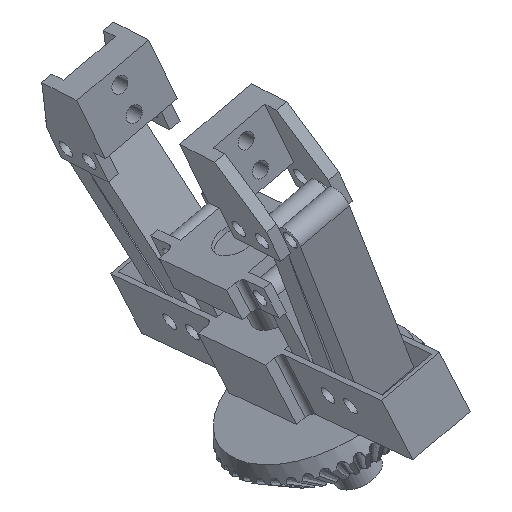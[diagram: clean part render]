
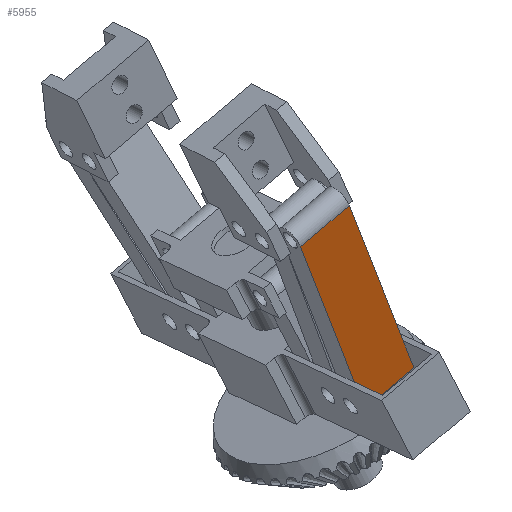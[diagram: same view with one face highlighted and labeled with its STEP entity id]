
A CAD part, isometric view. The second image highlights one B-rep face of the part: STEP entity #5955.
In plain terms, the highlighted planar face has unit normal (-0.098, -0.994, 0.048).
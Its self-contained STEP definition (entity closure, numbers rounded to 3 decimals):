
#528=PLANE('',#6452);
#812=FACE_OUTER_BOUND('',#1129,.T.);
#1129=EDGE_LOOP('',(#5154,#5155,#5156,#5157,#5158,#5159));
#1245=LINE('',#10114,#1652);
#1435=LINE('',#12722,#1842);
#1462=LINE('',#12782,#1869);
#1463=LINE('',#12783,#1870);
#1464=LINE('',#12785,#1871);
#1465=LINE('',#12786,#1872);
#1652=VECTOR('',#6765,17.);
#1842=VECTOR('',#7535,17.);
#1869=VECTOR('',#7590,9.974);
#1870=VECTOR('',#7591,50.026);
#1871=VECTOR('',#7592,50.026);
#1872=VECTOR('',#7593,9.974);
#2492=VERTEX_POINT('',#10108);
#2494=VERTEX_POINT('',#10112);
#2780=VERTEX_POINT('',#12716);
#2782=VERTEX_POINT('',#12720);
#2801=VERTEX_POINT('',#12781);
#2802=VERTEX_POINT('',#12784);
#3125=EDGE_CURVE('',#2492,#2494,#1245,.T.);
#3608=EDGE_CURVE('',#2782,#2780,#1435,.T.);
#3639=EDGE_CURVE('',#2494,#2801,#1462,.T.);
#3640=EDGE_CURVE('',#2801,#2780,#1463,.T.);
#3641=EDGE_CURVE('',#2802,#2782,#1464,.T.);
#3642=EDGE_CURVE('',#2492,#2802,#1465,.T.);
#5154=ORIENTED_EDGE('',*,*,#3639,.T.);
#5155=ORIENTED_EDGE('',*,*,#3640,.T.);
#5156=ORIENTED_EDGE('',*,*,#3608,.F.);
#5157=ORIENTED_EDGE('',*,*,#3641,.F.);
#5158=ORIENTED_EDGE('',*,*,#3642,.F.);
#5159=ORIENTED_EDGE('',*,*,#3125,.T.);
#5955=ADVANCED_FACE('',(#812),#528,.F.);
#6452=AXIS2_PLACEMENT_3D('',#12780,#7588,#7589);
#6765=DIRECTION('',(0.947,-0.078,0.312));
#7535=DIRECTION('',(0.947,-0.078,0.312));
#7588=DIRECTION('center_axis',(0.098,0.994,-0.048));
#7589=DIRECTION('ref_axis',(0.,0.048,0.999));
#7590=DIRECTION('',(-0.307,0.076,0.949));
#7591=DIRECTION('',(-0.307,0.076,0.949));
#7592=DIRECTION('',(-0.307,0.076,0.949));
#7593=DIRECTION('',(-0.307,0.076,0.949));
#10108=CARTESIAN_POINT('',(501.677,-130.183,-20.423));
#10112=CARTESIAN_POINT('',(517.772,-131.513,-15.113));
#10114=CARTESIAN_POINT('',(501.677,-130.183,-20.423));
#12716=CARTESIAN_POINT('',(499.367,-126.96,41.812));
#12720=CARTESIAN_POINT('',(483.272,-125.63,36.502));
#12722=CARTESIAN_POINT('',(483.272,-125.63,36.502));
#12780=CARTESIAN_POINT('Origin',(501.677,-130.183,-20.423));
#12781=CARTESIAN_POINT('',(514.712,-130.756,-5.65));
#12782=CARTESIAN_POINT('',(517.772,-131.513,-15.113));
#12783=CARTESIAN_POINT('',(514.712,-130.756,-5.65));
#12784=CARTESIAN_POINT('',(498.618,-129.426,-10.96));
#12785=CARTESIAN_POINT('',(498.618,-129.426,-10.96));
#12786=CARTESIAN_POINT('',(501.677,-130.183,-20.423));
